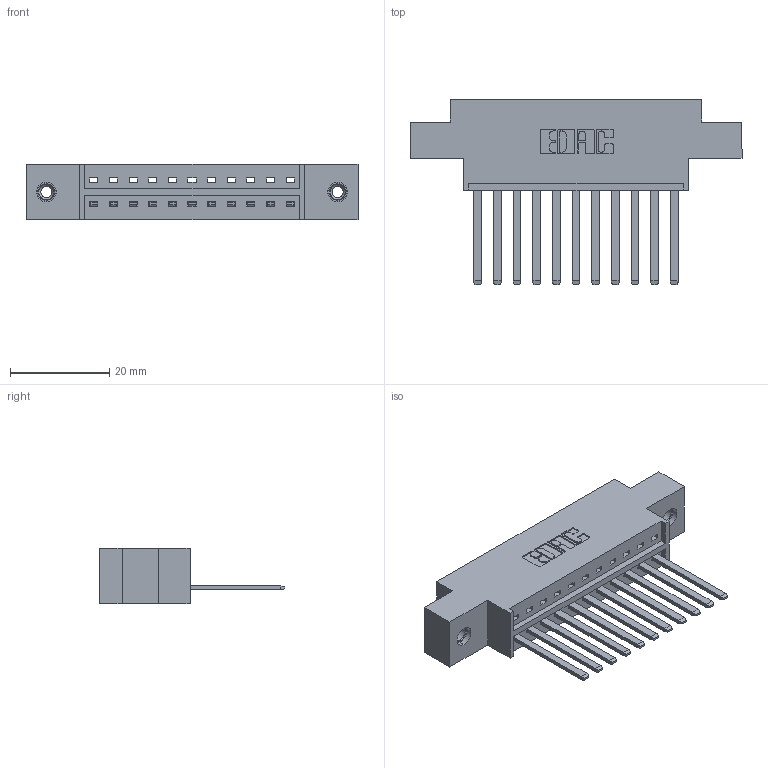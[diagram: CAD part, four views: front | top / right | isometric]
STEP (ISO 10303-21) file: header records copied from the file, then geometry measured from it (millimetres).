
FILE_DESCRIPTION (( 'STEP AP203' ), '1' );
FILE_NAME ('336-011-541-608.STEP', '2020-08-07T19:36:35', ( '' ), ( '' ), 'SwSTEP 2.0', 'SolidWorks 2020', '' );
FILE_SCHEMA (( 'CONFIG_CONTROL_DESIGN' ));
Length unit declared in the file: inch
Products named in the file (4): 336-290-001_336-290-541; 336-011-541-608; 336 Part_Offset - .156 Dia - TI; 345-250-001_345-250-003-102
Assembly tree (14 placements, depth 2):
  336-011-541-608
    336 Part_Offset - .156 Dia - TI
    336-290-001_336-290-541  x11
    345-250-001_345-250-003-102  x2
Bounding box: 66.98 x 37.34 x 11.1 mm (x, y, z)
Volume: 8856.2 mm3; surface area: 9353.5 mm2
Topology: 14 solids, 14 shells, 728 faces, 2153 edges, 1420 vertices
Faces by surface type: plane 480, cylinder 232, cone 12, torus 4
Entity records: 13223 total; most frequent: CARTESIAN_POINT 2365, ORIENTED_EDGE 2206, DIRECTION 1991, EDGE_CURVE 1103, LINE 951, VECTOR 951, VERTEX_POINT 730, AXIS2_PLACEMENT_3D 520
